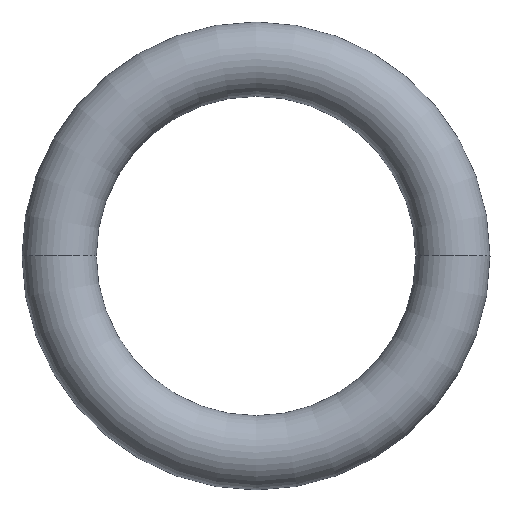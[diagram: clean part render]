
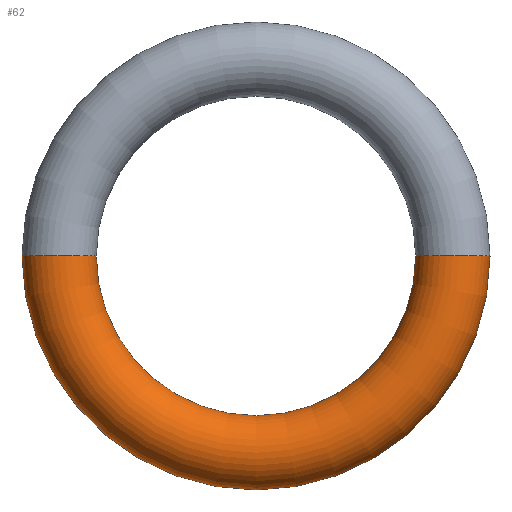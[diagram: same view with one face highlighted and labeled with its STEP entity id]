
A CAD part, top view. The second image highlights one B-rep face of the part: STEP entity #62.
In plain terms, the highlighted toroidal (fillet/blend) face has major radius 4.712 mm and minor radius 0.889 mm.
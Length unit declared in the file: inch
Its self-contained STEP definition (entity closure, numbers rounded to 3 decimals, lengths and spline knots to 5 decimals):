
#2 = EDGE_CURVE ( 'NONE', #155, #35, #186, .T. ) ;
#5 = DIRECTION ( 'NONE',  ( 0., 0., 1. ) ) ;
#6 = EDGE_CURVE ( 'NONE', #95, #35, #140, .T. ) ;
#13 = AXIS2_PLACEMENT_3D ( 'NONE', #146, #46, #47 ) ;
#23 = CARTESIAN_POINT ( 'NONE',  ( 0., 0., 0. ) ) ;
#27 = AXIS2_PLACEMENT_3D ( 'NONE', #23, #5, #180 ) ;
#31 = DIRECTION ( 'NONE',  ( 1., 0., 0. ) ) ;
#35 = VERTEX_POINT ( 'NONE', #84 ) ;
#38 = VERTEX_POINT ( 'NONE', #60 ) ;
#42 = CARTESIAN_POINT ( 'NONE',  ( -0.1505, 0., 0. ) ) ;
#44 = DIRECTION ( 'NONE',  ( 0., -1., 0. ) ) ;
#45 = TOROIDAL_SURFACE ( 'NONE', #27, 0.1855, 0.035 ) ;
#46 = DIRECTION ( 'NONE',  ( 0., 0., 1. ) ) ;
#47 = DIRECTION ( 'NONE',  ( 1., 0., 0. ) ) ;
#51 = CARTESIAN_POINT ( 'NONE',  ( 0.2205, 0., 0. ) ) ;
#52 = AXIS2_PLACEMENT_3D ( 'NONE', #70, #189, #194 ) ;
#54 = FACE_OUTER_BOUND ( 'NONE', #173, .T. ) ;
#60 = CARTESIAN_POINT ( 'NONE',  ( -0.2205, 0., 0. ) ) ;
#62 = ADVANCED_FACE ( 'NONE', ( #54 ), #45, .T. ) ;
#68 = CARTESIAN_POINT ( 'NONE',  ( 0.1855, 0., 0. ) ) ;
#70 = CARTESIAN_POINT ( 'NONE',  ( -0.1855, 0., 0. ) ) ;
#72 = DIRECTION ( 'NONE',  ( 0., 0., -1. ) ) ;
#73 = ORIENTED_EDGE ( 'NONE', *, *, #128, .T. ) ;
#84 = CARTESIAN_POINT ( 'NONE',  ( 0.1505, 0., 0. ) ) ;
#93 = ORIENTED_EDGE ( 'NONE', *, *, #6, .F. ) ;
#95 = VERTEX_POINT ( 'NONE', #42 ) ;
#96 = AXIS2_PLACEMENT_3D ( 'NONE', #68, #44, #72 ) ;
#97 = CIRCLE ( 'NONE', #52, 0.035 ) ;
#99 = CIRCLE ( 'NONE', #114, 0.2205 ) ;
#103 = CARTESIAN_POINT ( 'NONE',  ( 0., 0., 0. ) ) ;
#114 = AXIS2_PLACEMENT_3D ( 'NONE', #103, #119, #31 ) ;
#119 = DIRECTION ( 'NONE',  ( 0., 0., 1. ) ) ;
#125 = EDGE_CURVE ( 'NONE', #38, #95, #97, .T. ) ;
#128 = EDGE_CURVE ( 'NONE', #38, #155, #99, .T. ) ;
#140 = CIRCLE ( 'NONE', #13, 0.1505 ) ;
#146 = CARTESIAN_POINT ( 'NONE',  ( 0., 0., 0. ) ) ;
#155 = VERTEX_POINT ( 'NONE', #51 ) ;
#173 = EDGE_LOOP ( 'NONE', ( #190, #73, #191, #93 ) ) ;
#180 = DIRECTION ( 'NONE',  ( 1., 0., 0. ) ) ;
#186 = CIRCLE ( 'NONE', #96, 0.035 ) ;
#189 = DIRECTION ( 'NONE',  ( 0., 1., 0. ) ) ;
#190 = ORIENTED_EDGE ( 'NONE', *, *, #125, .F. ) ;
#191 = ORIENTED_EDGE ( 'NONE', *, *, #2, .T. ) ;
#194 = DIRECTION ( 'NONE',  ( -1., 0., 0. ) ) ;
